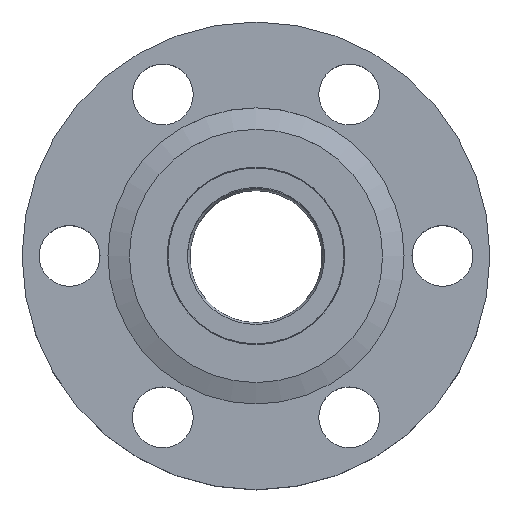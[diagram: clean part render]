
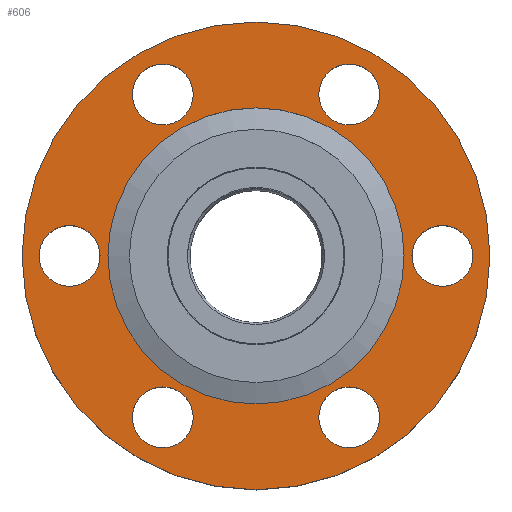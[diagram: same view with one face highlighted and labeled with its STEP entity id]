
A CAD part, top view. The second image highlights one B-rep face of the part: STEP entity #606.
In plain terms, the highlighted planar face has unit normal (0, 0, 1).
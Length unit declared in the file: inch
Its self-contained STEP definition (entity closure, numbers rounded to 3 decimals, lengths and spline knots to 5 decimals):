
#62=FACE_BOUND('',#181,.T.);
#63=FACE_BOUND('',#182,.T.);
#64=FACE_BOUND('',#183,.T.);
#65=FACE_BOUND('',#184,.T.);
#66=FACE_BOUND('',#185,.T.);
#67=FACE_BOUND('',#186,.T.);
#68=FACE_BOUND('',#187,.T.);
#121=FACE_OUTER_BOUND('',#180,.T.);
#180=EDGE_LOOP('',(#445));
#181=EDGE_LOOP('',(#446));
#182=EDGE_LOOP('',(#447));
#183=EDGE_LOOP('',(#448));
#184=EDGE_LOOP('',(#449));
#185=EDGE_LOOP('',(#450));
#186=EDGE_LOOP('',(#451));
#187=EDGE_LOOP('',(#452));
#266=CIRCLE('',#673,0.421);
#268=CIRCLE('',#676,0.0865);
#270=CIRCLE('',#679,0.0865);
#272=CIRCLE('',#682,0.0865);
#274=CIRCLE('',#685,0.0865);
#276=CIRCLE('',#688,0.0865);
#278=CIRCLE('',#691,0.0865);
#280=CIRCLE('',#695,0.665);
#319=VERTEX_POINT('',#980);
#321=VERTEX_POINT('',#985);
#323=VERTEX_POINT('',#990);
#325=VERTEX_POINT('',#995);
#327=VERTEX_POINT('',#1000);
#329=VERTEX_POINT('',#1005);
#331=VERTEX_POINT('',#1010);
#333=VERTEX_POINT('',#1016);
#372=EDGE_CURVE('',#319,#319,#266,.T.);
#374=EDGE_CURVE('',#321,#321,#268,.T.);
#376=EDGE_CURVE('',#323,#323,#270,.T.);
#378=EDGE_CURVE('',#325,#325,#272,.T.);
#380=EDGE_CURVE('',#327,#327,#274,.T.);
#382=EDGE_CURVE('',#329,#329,#276,.T.);
#384=EDGE_CURVE('',#331,#331,#278,.T.);
#386=EDGE_CURVE('',#333,#333,#280,.T.);
#445=ORIENTED_EDGE('',*,*,#386,.F.);
#446=ORIENTED_EDGE('',*,*,#372,.T.);
#447=ORIENTED_EDGE('',*,*,#374,.T.);
#448=ORIENTED_EDGE('',*,*,#376,.T.);
#449=ORIENTED_EDGE('',*,*,#378,.T.);
#450=ORIENTED_EDGE('',*,*,#380,.T.);
#451=ORIENTED_EDGE('',*,*,#382,.T.);
#452=ORIENTED_EDGE('',*,*,#384,.T.);
#528=PLANE('',#697);
#606=ADVANCED_FACE('',(#121,#62,#63,#64,#65,#66,#67,#68),#528,.F.);
#673=AXIS2_PLACEMENT_3D('',#981,#783,#784);
#676=AXIS2_PLACEMENT_3D('',#986,#789,#790);
#679=AXIS2_PLACEMENT_3D('',#991,#795,#796);
#682=AXIS2_PLACEMENT_3D('',#996,#801,#802);
#685=AXIS2_PLACEMENT_3D('',#1001,#807,#808);
#688=AXIS2_PLACEMENT_3D('',#1006,#813,#814);
#691=AXIS2_PLACEMENT_3D('',#1011,#819,#820);
#695=AXIS2_PLACEMENT_3D('',#1017,#827,#828);
#697=AXIS2_PLACEMENT_3D('',#1020,#831,#832);
#783=DIRECTION('center_axis',(0.,0.,-1.));
#784=DIRECTION('ref_axis',(0.,1.,0.));
#789=DIRECTION('center_axis',(0.,0.,-1.));
#790=DIRECTION('ref_axis',(-0.5,-0.866,0.));
#795=DIRECTION('center_axis',(0.,0.,-1.));
#796=DIRECTION('ref_axis',(-1.,0.,0.));
#801=DIRECTION('center_axis',(0.,0.,-1.));
#802=DIRECTION('ref_axis',(-0.5,0.866,0.));
#807=DIRECTION('center_axis',(0.,0.,-1.));
#808=DIRECTION('ref_axis',(0.5,0.866,0.));
#813=DIRECTION('center_axis',(0.,0.,-1.));
#814=DIRECTION('ref_axis',(0.5,-0.866,0.));
#819=DIRECTION('center_axis',(0.,0.,-1.));
#820=DIRECTION('ref_axis',(1.,0.,0.));
#827=DIRECTION('center_axis',(0.,0.,-1.));
#828=DIRECTION('ref_axis',(-1.,0.,0.));
#831=DIRECTION('center_axis',(0.,0.,-1.));
#832=DIRECTION('ref_axis',(-1.,0.,0.));
#980=CARTESIAN_POINT('',(0.,0.421,0.3));
#981=CARTESIAN_POINT('Origin',(0.,0.,0.3));
#985=CARTESIAN_POINT('',(-0.30825,-0.5339,0.3));
#986=CARTESIAN_POINT('Origin',(-0.265,-0.45899,0.3));
#990=CARTESIAN_POINT('',(-0.6165,0.,0.3));
#991=CARTESIAN_POINT('Origin',(-0.53,0.,0.3));
#995=CARTESIAN_POINT('',(-0.30825,0.5339,0.3));
#996=CARTESIAN_POINT('Origin',(-0.265,0.45899,0.3));
#1000=CARTESIAN_POINT('',(0.30825,0.5339,0.3));
#1001=CARTESIAN_POINT('Origin',(0.265,0.45899,0.3));
#1005=CARTESIAN_POINT('',(0.30825,-0.5339,0.3));
#1006=CARTESIAN_POINT('Origin',(0.265,-0.45899,0.3));
#1010=CARTESIAN_POINT('',(0.6165,0.,0.3));
#1011=CARTESIAN_POINT('Origin',(0.53,0.,0.3));
#1016=CARTESIAN_POINT('',(0.665,0.,0.3));
#1017=CARTESIAN_POINT('Origin',(0.,0.,0.3));
#1020=CARTESIAN_POINT('Origin',(0.,0.,0.3));
